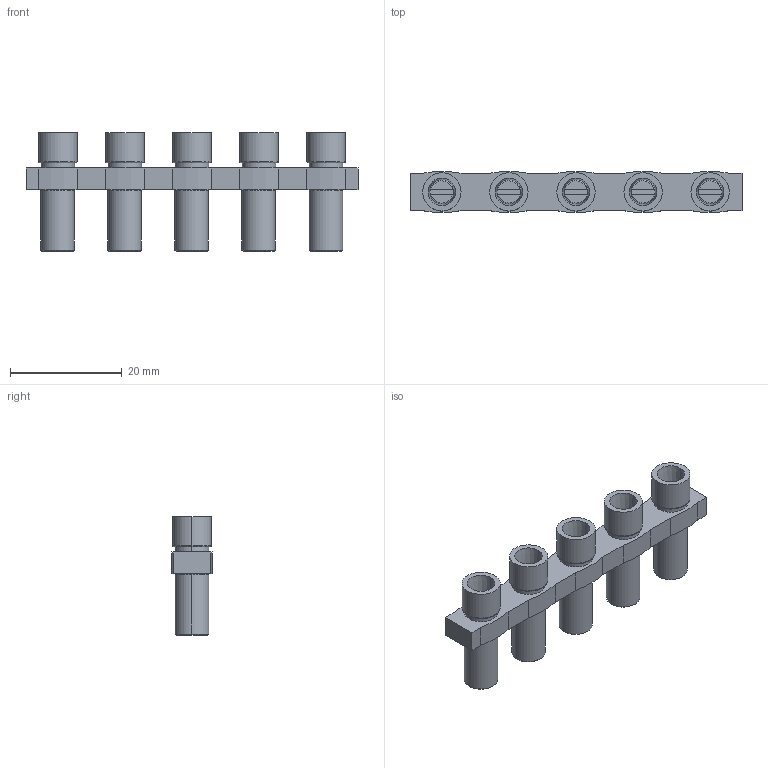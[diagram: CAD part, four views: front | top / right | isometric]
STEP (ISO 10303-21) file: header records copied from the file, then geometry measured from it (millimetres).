
FILE_DESCRIPTION (( 'STEP AP203' ), '1' );
FILE_NAME ('5''LÝ - MRK 16 ÜST KÖPRÜ VÝDALI.STEP', '2020-03-26T05:59:39', ( '' ), ( '' ), 'SwSTEP 2.0', 'SolidWorks 2011', '' );
FILE_SCHEMA (( 'CONFIG_CONTROL_DESIGN' ));
Length unit declared in the file: millimetre
Products named in the file (1): 5''LÝ - MRK 16 ÜST KÖPRÜ VÝDALI
Bounding box: 59.4 x 7.32 x 21.2 mm (x, y, z)
Volume: 3816.9 mm3; surface area: 4353.4 mm2
Topology: 1 solids, 6 shells, 242 faces, 559 edges, 366 vertices
Faces by surface type: cylinder 84, plane 83, bspline 45, cone 30
Entity records: 7653 total; most frequent: CARTESIAN_POINT 2168, DIRECTION 1148, ORIENTED_EDGE 1118, EDGE_CURVE 559, AXIS2_PLACEMENT_3D 486, VERTEX_POINT 366, EDGE_LOOP 289, CIRCLE 288
